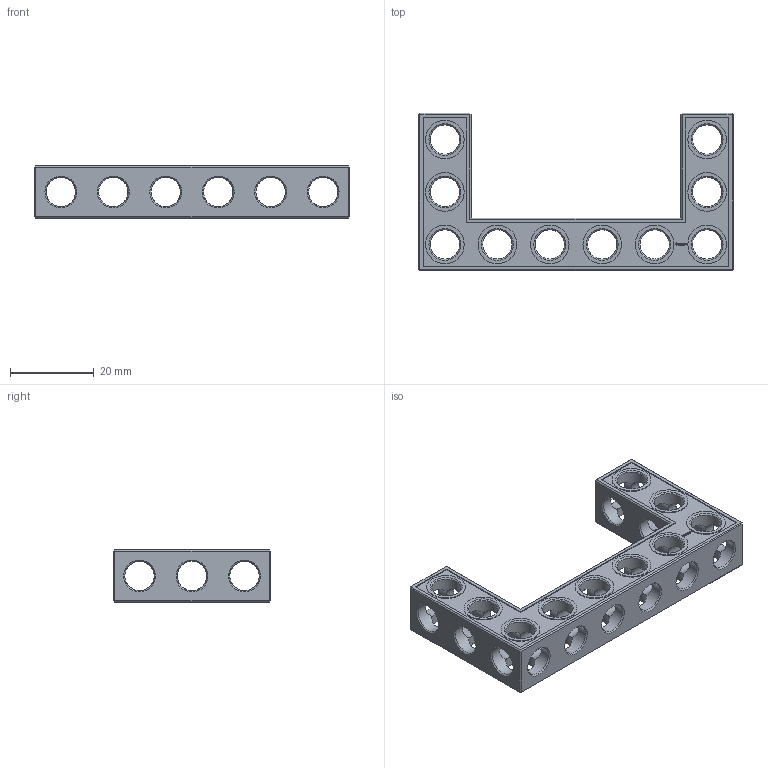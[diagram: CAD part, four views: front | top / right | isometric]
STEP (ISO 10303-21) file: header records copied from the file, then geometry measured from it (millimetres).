
FILE_DESCRIPTION(('FreeCAD Model'),'2;1');
FILE_NAME('Open CASCADE Shape Model','2022-02-23T18:16:53',( 'Paulo Kiefe'),('STEMFIE.org'),'Open CASCADE STEP processor 7.5', 'FreeCAD','Unknown');
FILE_SCHEMA(('AUTOMOTIVE_DESIGN { 1 0 10303 214 1 1 1 1 }'));
Products named in the file (1): Beam AGD ESS USH SYM BU06x03x01 - SPN-BEM-0359 (stemfie.org)
Bounding box: 75 x 37.5 x 12.5 mm (x, y, z)
Volume: 9767.7 mm3; surface area: 8880.6 mm2
Topology: 1 solids, 1 shells, 680 faces, 1948 edges, 1273 vertices
Faces by surface type: plane 383, extrusion 194, cylinder 61, cone 42
Full cylindrical faces by diameter (mm): 6.98 x8, 7 x43, 9.2 x10
Entity records: 70186 total; most frequent: CARTESIAN_POINT 33459, DIRECTION 5826, VECTOR 4354, LINE 4160, ORIENTED_EDGE 3896, PCURVE 3896, DEFINITIONAL_REPRESENTATION 3896, EDGE_CURVE 1948
